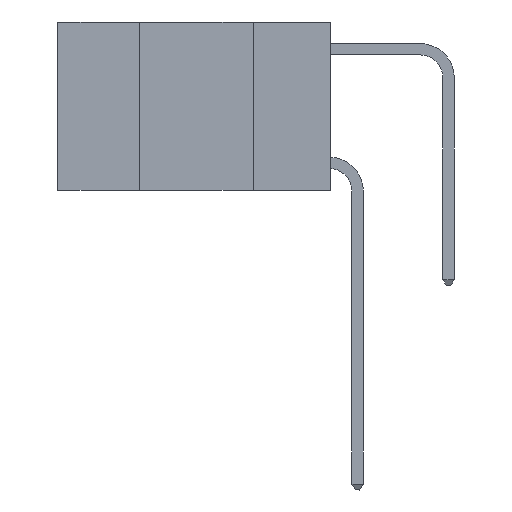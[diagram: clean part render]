
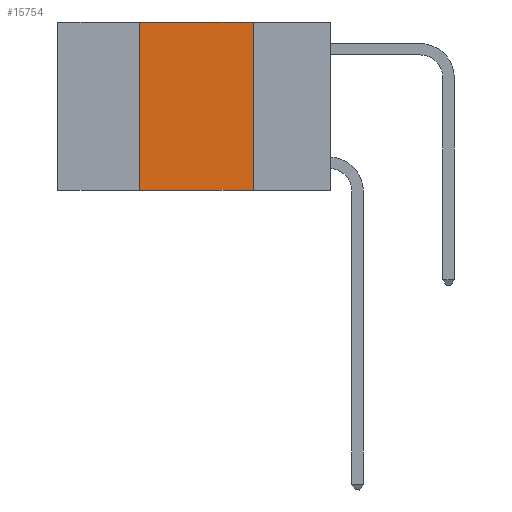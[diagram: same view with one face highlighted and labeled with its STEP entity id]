
A CAD part, left-side view. The second image highlights one B-rep face of the part: STEP entity #15754.
In plain terms, the highlighted planar face has unit normal (-1, 0, 0).
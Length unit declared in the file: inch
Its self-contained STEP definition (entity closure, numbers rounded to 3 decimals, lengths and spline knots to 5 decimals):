
#7 = DIRECTION ( 'NONE',  ( 0., 0., -1. ) ) ;
#1025 = ORIENTED_EDGE ( 'NONE', *, *, #9587, .F. ) ;
#1540 = EDGE_CURVE ( 'NONE', #3422, #3671, #17911, .T. ) ;
#2524 = VECTOR ( 'NONE', #12287, 39.37008 ) ;
#2910 = ORIENTED_EDGE ( 'NONE', *, *, #3668, .F. ) ;
#2927 = ORIENTED_EDGE ( 'NONE', *, *, #1540, .T. ) ;
#3252 = CARTESIAN_POINT ( 'NONE',  ( 0., 0.6, 0. ) ) ;
#3333 = VERTEX_POINT ( 'NONE', #12566 ) ;
#3422 = VERTEX_POINT ( 'NONE', #9707 ) ;
#3668 = EDGE_CURVE ( 'NONE', #3422, #3333, #12617, .T. ) ;
#3671 = VERTEX_POINT ( 'NONE', #10308 ) ;
#6292 = FACE_OUTER_BOUND ( 'NONE', #6523, .T. ) ;
#6523 = EDGE_LOOP ( 'NONE', ( #18326, #1025, #2910, #2927 ) ) ;
#6845 = LINE ( 'NONE', #17034, #2524 ) ;
#7589 = CARTESIAN_POINT ( 'NONE',  ( 0., 0.6, -0.37 ) ) ;
#7645 = DIRECTION ( 'NONE',  ( 0., -1., 0. ) ) ;
#8001 = EDGE_CURVE ( 'NONE', #18454, #3671, #6845, .T. ) ;
#8019 = PLANE ( 'NONE',  #18646 ) ;
#8762 = CARTESIAN_POINT ( 'NONE',  ( 0., 0.42, 0. ) ) ;
#9560 = DIRECTION ( 'NONE',  ( 1., 0., 0. ) ) ;
#9587 = EDGE_CURVE ( 'NONE', #3333, #18454, #14357, .T. ) ;
#9707 = CARTESIAN_POINT ( 'NONE',  ( 0., 0.42, -0.37 ) ) ;
#9726 = CARTESIAN_POINT ( 'NONE',  ( 0., 0.17, 0. ) ) ;
#10308 = CARTESIAN_POINT ( 'NONE',  ( 0., 0.17, -0.37 ) ) ;
#12287 = DIRECTION ( 'NONE',  ( 0., 0., -1. ) ) ;
#12566 = CARTESIAN_POINT ( 'NONE',  ( 0., 0.42, 0. ) ) ;
#12617 = LINE ( 'NONE', #8762, #13113 ) ;
#13113 = VECTOR ( 'NONE', #19804, 39.37008 ) ;
#13682 = VECTOR ( 'NONE', #7645, 39.37008 ) ;
#14357 = LINE ( 'NONE', #3252, #18077 ) ;
#15754 = ADVANCED_FACE ( 'NONE', ( #6292 ), #8019, .F. ) ;
#17034 = CARTESIAN_POINT ( 'NONE',  ( 0., 0.17, 0. ) ) ;
#17550 = DIRECTION ( 'NONE',  ( 0., -1., 0. ) ) ;
#17911 = LINE ( 'NONE', #7589, #13682 ) ;
#18077 = VECTOR ( 'NONE', #17550, 39.37008 ) ;
#18326 = ORIENTED_EDGE ( 'NONE', *, *, #8001, .F. ) ;
#18454 = VERTEX_POINT ( 'NONE', #9726 ) ;
#18646 = AXIS2_PLACEMENT_3D ( 'NONE', #19047, #9560, #7 ) ;
#19047 = CARTESIAN_POINT ( 'NONE',  ( 0., 0.6, 0. ) ) ;
#19804 = DIRECTION ( 'NONE',  ( 0., 0., 1. ) ) ;
